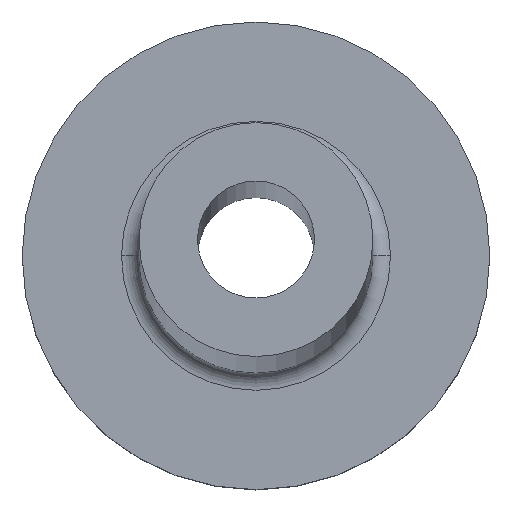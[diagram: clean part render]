
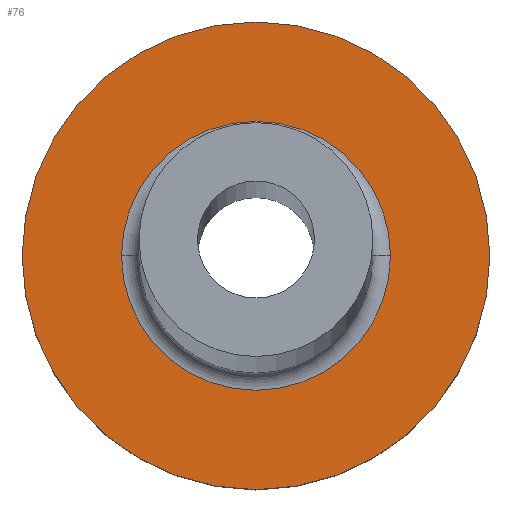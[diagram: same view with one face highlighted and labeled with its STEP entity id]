
A CAD part, top view. The second image highlights one B-rep face of the part: STEP entity #76.
In plain terms, the highlighted planar face has unit normal (0, 0, 1).
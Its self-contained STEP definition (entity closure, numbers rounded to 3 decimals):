
#11 = DIRECTION ( 'NONE',  ( 0., 0., 1. ) ) ;
#13 = AXIS2_PLACEMENT_3D ( 'NONE', #225, #346, #202 ) ;
#15 = CIRCLE ( 'NONE', #92, 4. ) ;
#20 = ORIENTED_EDGE ( 'NONE', *, *, #232, .T. ) ;
#30 = DIRECTION ( 'NONE',  ( 1., 0., 0. ) ) ;
#38 = VERTEX_POINT ( 'NONE', #218 ) ;
#47 = CIRCLE ( 'NONE', #378, 4. ) ;
#51 = FACE_OUTER_BOUND ( 'NONE', #152, .T. ) ;
#64 = EDGE_LOOP ( 'NONE', ( #150, #20 ) ) ;
#76 = ADVANCED_FACE ( 'NONE', ( #137, #51 ), #258, .T. ) ;
#91 = DIRECTION ( 'NONE',  ( 0., 0., -1. ) ) ;
#92 = AXIS2_PLACEMENT_3D ( 'NONE', #109, #173, #115 ) ;
#109 = CARTESIAN_POINT ( 'NONE',  ( 0., 0., 3. ) ) ;
#115 = DIRECTION ( 'NONE',  ( 1., 0., 0. ) ) ;
#130 = VERTEX_POINT ( 'NONE', #293 ) ;
#133 = VERTEX_POINT ( 'NONE', #290 ) ;
#137 = FACE_BOUND ( 'NONE', #64, .T. ) ;
#142 = DIRECTION ( 'NONE',  ( 0., 0., -1. ) ) ;
#145 = AXIS2_PLACEMENT_3D ( 'NONE', #227, #91, #30 ) ;
#150 = ORIENTED_EDGE ( 'NONE', *, *, #169, .T. ) ;
#152 = EDGE_LOOP ( 'NONE', ( #272, #246 ) ) ;
#157 = CARTESIAN_POINT ( 'NONE',  ( 0., 0., 3. ) ) ;
#169 = EDGE_CURVE ( 'NONE', #133, #238, #197, .T. ) ;
#173 = DIRECTION ( 'NONE',  ( 0., 0., 1. ) ) ;
#197 = CIRCLE ( 'NONE', #313, 2.3 ) ;
#202 = DIRECTION ( 'NONE',  ( 1., 0., 0. ) ) ;
#213 = EDGE_CURVE ( 'NONE', #130, #38, #15, .T. ) ;
#218 = CARTESIAN_POINT ( 'NONE',  ( -4., 0., 3. ) ) ;
#225 = CARTESIAN_POINT ( 'NONE',  ( 0., 0., 3. ) ) ;
#227 = CARTESIAN_POINT ( 'NONE',  ( 0., 0., 3. ) ) ;
#232 = EDGE_CURVE ( 'NONE', #238, #133, #319, .T. ) ;
#233 = CARTESIAN_POINT ( 'NONE',  ( -2.3, 0., 3. ) ) ;
#237 = DIRECTION ( 'NONE',  ( 1., 0., 0. ) ) ;
#238 = VERTEX_POINT ( 'NONE', #233 ) ;
#246 = ORIENTED_EDGE ( 'NONE', *, *, #213, .T. ) ;
#258 = PLANE ( 'NONE',  #13 ) ;
#261 = DIRECTION ( 'NONE',  ( 1., 0., 0. ) ) ;
#263 = CARTESIAN_POINT ( 'NONE',  ( 0., 0., 3. ) ) ;
#272 = ORIENTED_EDGE ( 'NONE', *, *, #289, .T. ) ;
#289 = EDGE_CURVE ( 'NONE', #38, #130, #47, .T. ) ;
#290 = CARTESIAN_POINT ( 'NONE',  ( 2.3, 0., 3. ) ) ;
#293 = CARTESIAN_POINT ( 'NONE',  ( 4., 0., 3. ) ) ;
#313 = AXIS2_PLACEMENT_3D ( 'NONE', #263, #142, #261 ) ;
#319 = CIRCLE ( 'NONE', #145, 2.3 ) ;
#346 = DIRECTION ( 'NONE',  ( 0., 0., 1. ) ) ;
#378 = AXIS2_PLACEMENT_3D ( 'NONE', #157, #11, #237 ) ;
